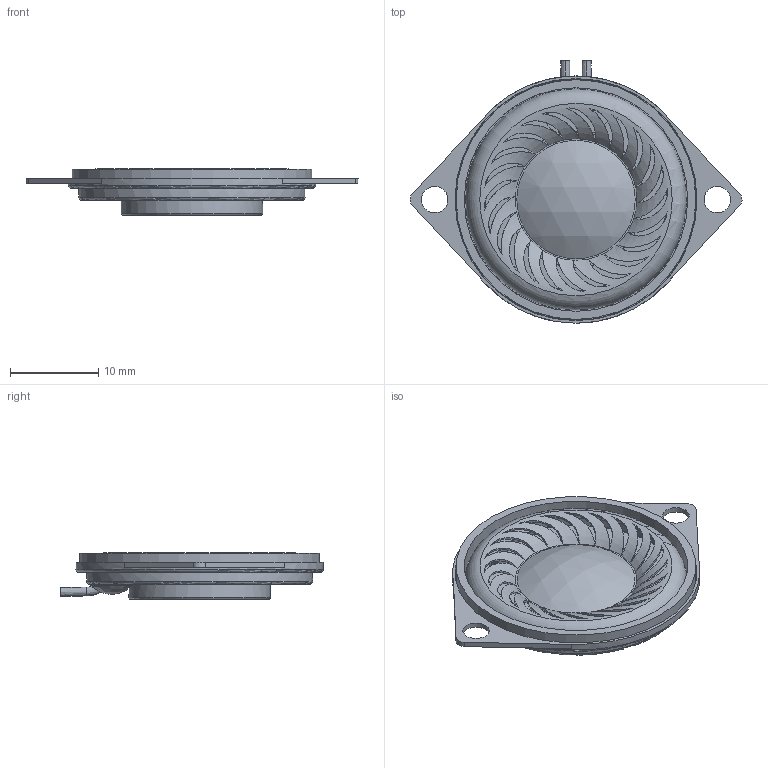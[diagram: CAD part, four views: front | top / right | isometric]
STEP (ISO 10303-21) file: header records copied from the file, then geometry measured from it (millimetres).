
FILE_DESCRIPTION(/* description */ ('Unknown'),/* implementation_level */ '2;1');
FILE_NAME(/* name */ 'CMS-28528N-L152',/* time_stamp */ '2024-11-20T21:13:44+01:00',/* author */ ('Unknown'),/* organization */ ('Unknown'),/* preprocessor_version */ 'ST-DEVELOPER v19.4',/* originating_system */ 'Solid Edge',/* authorisation */ 'Unknown');
FILE_SCHEMA (('AUTOMOTIVE_DESIGN {1 0 10303 214 3 1 1}'));
Length unit declared in the file: millimetre
Products named in the file (2): Same_Sky_CMS-28528N-L152 v2; Same_Sky_CMS-28528N-L152 v1
Assembly tree (1 placements, depth 2):
  Same_Sky_CMS-28528N-L152 v2
    Same_Sky_CMS-28528N-L152 v1
Bounding box: 37.59 x 29.72 x 5.27 mm (x, y, z)
Volume: 619.1 mm3; surface area: 3449.6 mm2
Topology: 1 solids, 1 shells, 189 faces, 627 edges, 419 vertices
Faces by surface type: plane 78, bspline 70, cylinder 20, torus 17, sphere 4
Full cylindrical faces by diameter (mm): 3 x2, 15.4 x1, 16 x1, 25.31 x1, 25.6 x1, 27.14 x1, 27.4 x1, 28 x1
Entity records: 10998 total; most frequent: CARTESIAN_POINT 4486, ORIENTED_EDGE 1246, DIRECTION 901, EDGE_CURVE 623, VERTEX_POINT 419, AXIS2_PLACEMENT_3D 395, B_SPLINE_CURVE_WITH_KNOTS 238, EDGE_LOOP 226
